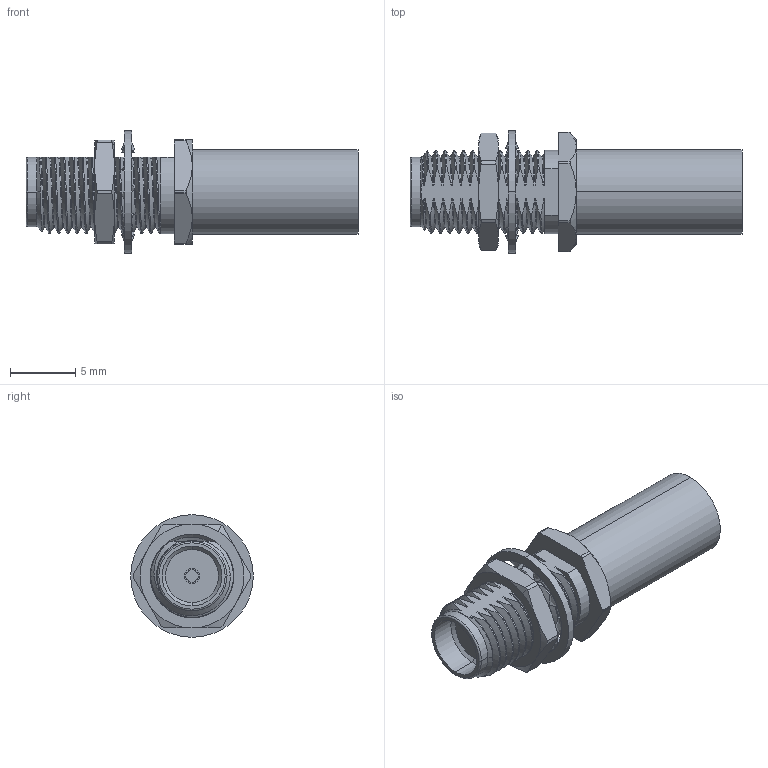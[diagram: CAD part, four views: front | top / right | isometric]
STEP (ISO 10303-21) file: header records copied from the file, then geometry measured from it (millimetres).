
FILE_DESCRIPTION (( 'STEP AP203' ), '1' );
FILE_NAME ('LCCN3152_3D.STEP', '2022-05-04T23:36:37', ( '' ), ( '' ), 'SwSTEP 2.0', 'SolidWorks 2021', '' );
FILE_SCHEMA (( 'CONFIG_CONTROL_DESIGN' ));
Length unit declared in the file: inch
Products named in the file (1): LCCN3152_3D
Bounding box: 25.45 x 9.4 x 9.4 mm (x, y, z)
Volume: 598.6 mm3; surface area: 1355 mm2
Topology: 6 solids, 6 shells, 245 faces, 633 edges, 413 vertices
Faces by surface type: bspline 87, cylinder 81, plane 41, cone 34, torus 2
Entity records: 26057 total; most frequent: CARTESIAN_POINT 21028, ORIENTED_EDGE 1266, DIRECTION 719, EDGE_CURVE 633, VERTEX_POINT 413, AXIS2_PLACEMENT_3D 275, EDGE_LOOP 266, FACE_OUTER_BOUND 245
